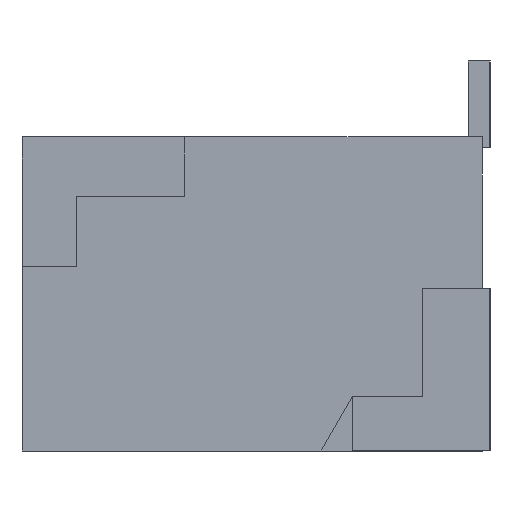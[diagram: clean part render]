
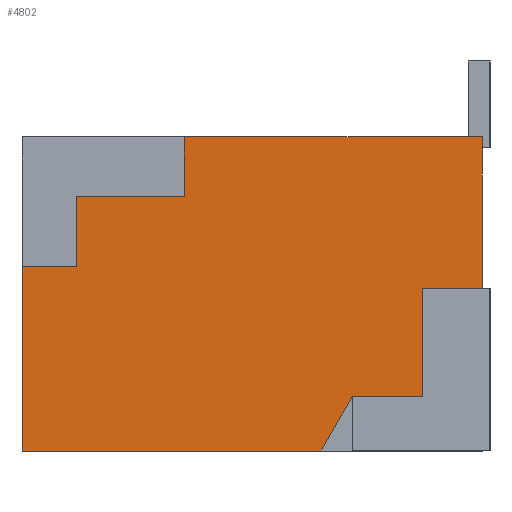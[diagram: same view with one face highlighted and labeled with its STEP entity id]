
A CAD part, left-side view. The second image highlights one B-rep face of the part: STEP entity #4802.
In plain terms, the highlighted planar face has unit normal (-1, 0, 0).
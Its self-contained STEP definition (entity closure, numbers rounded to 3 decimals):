
#76 = DIRECTION ( 'NONE',  ( 0., 0., 1. ) ) ;
#144 = CARTESIAN_POINT ( 'NONE',  ( -4.5, 0.62, 0.05 ) ) ;
#185 = LINE ( 'NONE', #1844, #921 ) ;
#191 = LINE ( 'NONE', #1849, #5205 ) ;
#202 = VECTOR ( 'NONE', #936, 1000. ) ;
#304 = ORIENTED_EDGE ( 'NONE', *, *, #4606, .T. ) ;
#310 = ORIENTED_EDGE ( 'NONE', *, *, #3344, .T. ) ;
#319 = LINE ( 'NONE', #1966, #4667 ) ;
#327 = VERTEX_POINT ( 'NONE', #3284 ) ;
#465 = VECTOR ( 'NONE', #4570, 1000. ) ;
#507 = DIRECTION ( 'NONE',  ( 0., -1., 0. ) ) ;
#516 = LINE ( 'NONE', #2161, #1446 ) ;
#530 = EDGE_CURVE ( 'NONE', #4124, #4985, #185, .T. ) ;
#615 = ORIENTED_EDGE ( 'NONE', *, *, #3904, .T. ) ;
#658 = CARTESIAN_POINT ( 'NONE',  ( -4.5, 2.82, 0.9 ) ) ;
#766 = VERTEX_POINT ( 'NONE', #4996 ) ;
#861 = CARTESIAN_POINT ( 'NONE',  ( -4.5, 0.07, 1.45 ) ) ;
#916 = CARTESIAN_POINT ( 'NONE',  ( -4.5, 1.559, -1.45 ) ) ;
#921 = VECTOR ( 'NONE', #3519, 1000. ) ;
#936 = DIRECTION ( 'NONE',  ( 0., -1., 0. ) ) ;
#995 = ORIENTED_EDGE ( 'NONE', *, *, #4591, .F. ) ;
#1087 = DIRECTION ( 'NONE',  ( 0., 0., -1. ) ) ;
#1196 = LINE ( 'NONE', #2800, #1756 ) ;
#1237 = LINE ( 'NONE', #2850, #465 ) ;
#1371 = ORIENTED_EDGE ( 'NONE', *, *, #2870, .T. ) ;
#1410 = LINE ( 'NONE', #3007, #2432 ) ;
#1446 = VECTOR ( 'NONE', #3867, 1000. ) ;
#1462 = AXIS2_PLACEMENT_3D ( 'NONE', #3111, #4848, #1087 ) ;
#1503 = PLANE ( 'NONE',  #1462 ) ;
#1565 = LINE ( 'NONE', #3177, #3034 ) ;
#1684 = VECTOR ( 'NONE', #5105, 1000. ) ;
#1733 = LINE ( 'NONE', #3394, #1684 ) ;
#1756 = VECTOR ( 'NONE', #4530, 1000. ) ;
#1763 = CARTESIAN_POINT ( 'NONE',  ( -4.5, 2.82, 1.45 ) ) ;
#1803 = CARTESIAN_POINT ( 'NONE',  ( -4.5, 3.82, 0.25 ) ) ;
#1844 = CARTESIAN_POINT ( 'NONE',  ( -4.5, 4.32, 1.45 ) ) ;
#1847 = VERTEX_POINT ( 'NONE', #2404 ) ;
#1849 = CARTESIAN_POINT ( 'NONE',  ( -4.5, 0.62, 0.05 ) ) ;
#1966 = CARTESIAN_POINT ( 'NONE',  ( -4.5, 1.27, -0.95 ) ) ;
#2134 = LINE ( 'NONE', #3838, #4427 ) ;
#2143 = EDGE_LOOP ( 'NONE', ( #310, #2843, #4529, #5278, #5178, #4117, #615, #4940, #3949, #1371, #995, #304 ) ) ;
#2161 = CARTESIAN_POINT ( 'NONE',  ( -4.5, 3.82, 0.25 ) ) ;
#2404 = CARTESIAN_POINT ( 'NONE',  ( -4.5, 0.07, 0.05 ) ) ;
#2432 = VECTOR ( 'NONE', #4748, 1000. ) ;
#2535 = VERTEX_POINT ( 'NONE', #144 ) ;
#2550 = LINE ( 'NONE', #4285, #2701 ) ;
#2558 = VERTEX_POINT ( 'NONE', #1803 ) ;
#2701 = VECTOR ( 'NONE', #507, 1000. ) ;
#2800 = CARTESIAN_POINT ( 'NONE',  ( -4.5, 4.32, 0.25 ) ) ;
#2843 = ORIENTED_EDGE ( 'NONE', *, *, #4113, .T. ) ;
#2850 = CARTESIAN_POINT ( 'NONE',  ( -4.5, 0.07, 1.45 ) ) ;
#2870 = EDGE_CURVE ( 'NONE', #2558, #3133, #1196, .T. ) ;
#2953 = LINE ( 'NONE', #4681, #202 ) ;
#3007 = CARTESIAN_POINT ( 'NONE',  ( -4.5, 3.82, 0.9 ) ) ;
#3034 = VECTOR ( 'NONE', #4903, 1000. ) ;
#3046 = VERTEX_POINT ( 'NONE', #916 ) ;
#3093 = EDGE_CURVE ( 'NONE', #5085, #3892, #1410, .T. ) ;
#3111 = CARTESIAN_POINT ( 'NONE',  ( -4.5, 4.32, 1.45 ) ) ;
#3133 = VERTEX_POINT ( 'NONE', #5323 ) ;
#3177 = CARTESIAN_POINT ( 'NONE',  ( -4.5, 0.07, 0.05 ) ) ;
#3185 = EDGE_CURVE ( 'NONE', #1847, #4985, #1237, .T. ) ;
#3284 = CARTESIAN_POINT ( 'NONE',  ( -4.5, 1.27, -0.95 ) ) ;
#3327 = EDGE_CURVE ( 'NONE', #2535, #1847, #1565, .T. ) ;
#3344 = EDGE_CURVE ( 'NONE', #3046, #327, #319, .T. ) ;
#3394 = CARTESIAN_POINT ( 'NONE',  ( -4.5, 2.82, 0.9 ) ) ;
#3519 = DIRECTION ( 'NONE',  ( 0., -1., 0. ) ) ;
#3527 = DIRECTION ( 'NONE',  ( 0., 0., 1. ) ) ;
#3605 = EDGE_CURVE ( 'NONE', #5203, #2535, #191, .T. ) ;
#3649 = DIRECTION ( 'NONE',  ( 0., -0.5, 0.866 ) ) ;
#3838 = CARTESIAN_POINT ( 'NONE',  ( -4.5, 4.32, 1.45 ) ) ;
#3867 = DIRECTION ( 'NONE',  ( 0., 0., -1. ) ) ;
#3892 = VERTEX_POINT ( 'NONE', #4248 ) ;
#3904 = EDGE_CURVE ( 'NONE', #4124, #5085, #1733, .T. ) ;
#3949 = ORIENTED_EDGE ( 'NONE', *, *, #5457, .T. ) ;
#4113 = EDGE_CURVE ( 'NONE', #327, #5203, #2953, .T. ) ;
#4117 = ORIENTED_EDGE ( 'NONE', *, *, #530, .F. ) ;
#4124 = VERTEX_POINT ( 'NONE', #1763 ) ;
#4248 = CARTESIAN_POINT ( 'NONE',  ( -4.5, 3.82, 0.9 ) ) ;
#4285 = CARTESIAN_POINT ( 'NONE',  ( -4.5, 4.32, -1.45 ) ) ;
#4427 = VECTOR ( 'NONE', #76, 1000. ) ;
#4529 = ORIENTED_EDGE ( 'NONE', *, *, #3605, .T. ) ;
#4530 = DIRECTION ( 'NONE',  ( 0., 1., 0. ) ) ;
#4570 = DIRECTION ( 'NONE',  ( 0., 0., 1. ) ) ;
#4591 = EDGE_CURVE ( 'NONE', #766, #3133, #2134, .T. ) ;
#4606 = EDGE_CURVE ( 'NONE', #766, #3046, #2550, .T. ) ;
#4667 = VECTOR ( 'NONE', #3649, 1000. ) ;
#4681 = CARTESIAN_POINT ( 'NONE',  ( -4.5, 0.62, -0.95 ) ) ;
#4748 = DIRECTION ( 'NONE',  ( 0., 1., 0. ) ) ;
#4802 = ADVANCED_FACE ( 'NONE', ( #5279 ), #1503, .F. ) ;
#4848 = DIRECTION ( 'NONE',  ( 1., 0., 0. ) ) ;
#4903 = DIRECTION ( 'NONE',  ( 0., -1., 0. ) ) ;
#4940 = ORIENTED_EDGE ( 'NONE', *, *, #3093, .T. ) ;
#4985 = VERTEX_POINT ( 'NONE', #861 ) ;
#4996 = CARTESIAN_POINT ( 'NONE',  ( -4.5, 4.32, -1.45 ) ) ;
#5085 = VERTEX_POINT ( 'NONE', #658 ) ;
#5105 = DIRECTION ( 'NONE',  ( 0., 0., -1. ) ) ;
#5178 = ORIENTED_EDGE ( 'NONE', *, *, #3185, .T. ) ;
#5203 = VERTEX_POINT ( 'NONE', #5253 ) ;
#5205 = VECTOR ( 'NONE', #3527, 1000. ) ;
#5253 = CARTESIAN_POINT ( 'NONE',  ( -4.5, 0.62, -0.95 ) ) ;
#5278 = ORIENTED_EDGE ( 'NONE', *, *, #3327, .T. ) ;
#5279 = FACE_OUTER_BOUND ( 'NONE', #2143, .T. ) ;
#5323 = CARTESIAN_POINT ( 'NONE',  ( -4.5, 4.32, 0.25 ) ) ;
#5457 = EDGE_CURVE ( 'NONE', #3892, #2558, #516, .T. ) ;
